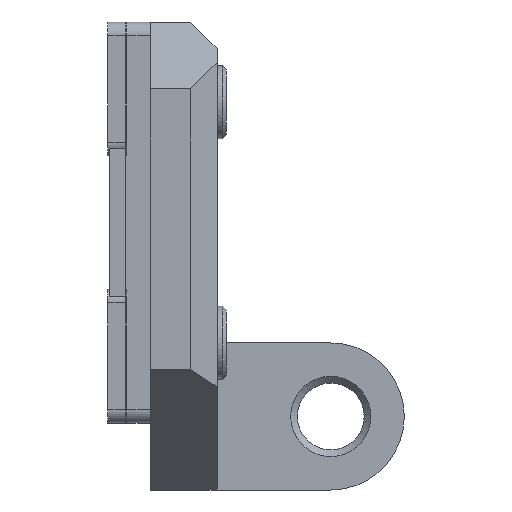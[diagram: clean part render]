
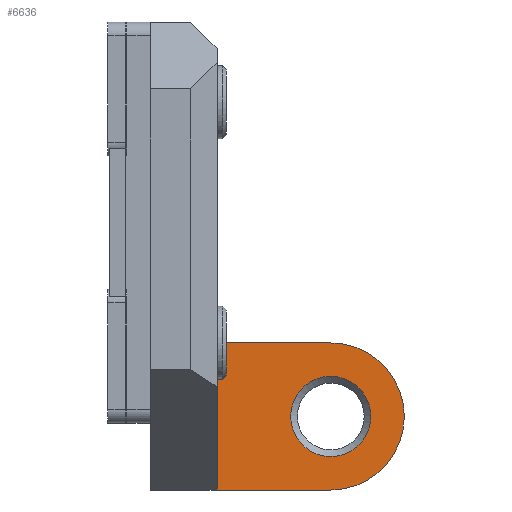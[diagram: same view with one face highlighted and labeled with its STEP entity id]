
A CAD part, front view. The second image highlights one B-rep face of the part: STEP entity #6636.
In plain terms, the highlighted planar face has unit normal (0, -1, 0).
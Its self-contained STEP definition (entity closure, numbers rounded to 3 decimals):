
#420=FACE_BOUND('',#1191,.T.);
#513=CIRCLE('',#7083,5.5);
#514=CIRCLE('',#7084,3.);
#794=FACE_OUTER_BOUND('',#1190,.T.);
#1190=EDGE_LOOP('',(#4636,#4637,#4638,#4639));
#1191=EDGE_LOOP('',(#4640));
#1619=LINE('',#9760,#2267);
#1671=LINE('',#9944,#2319);
#1680=LINE('',#9966,#2328);
#2267=VECTOR('',#7728,11.);
#2319=VECTOR('',#7882,8.5);
#2328=VECTOR('',#7907,8.5);
#2913=VERTEX_POINT('',#9757);
#2914=VERTEX_POINT('',#9759);
#2995=VERTEX_POINT('',#9942);
#3000=VERTEX_POINT('',#9965);
#3001=VERTEX_POINT('',#9968);
#3541=EDGE_CURVE('',#2913,#2914,#1619,.T.);
#3633=EDGE_CURVE('',#2913,#2995,#1671,.T.);
#3643=EDGE_CURVE('',#2914,#3000,#1680,.T.);
#3644=EDGE_CURVE('',#2995,#3000,#513,.T.);
#3645=EDGE_CURVE('',#3001,#3001,#514,.T.);
#4636=ORIENTED_EDGE('',*,*,#3643,.F.);
#4637=ORIENTED_EDGE('',*,*,#3541,.F.);
#4638=ORIENTED_EDGE('',*,*,#3633,.T.);
#4639=ORIENTED_EDGE('',*,*,#3644,.T.);
#4640=ORIENTED_EDGE('',*,*,#3645,.F.);
#6400=PLANE('',#7082);
#6636=ADVANCED_FACE('',(#794,#420),#6400,.F.);
#7082=AXIS2_PLACEMENT_3D('',#9964,#7905,#7906);
#7083=AXIS2_PLACEMENT_3D('',#9967,#7908,#7909);
#7084=AXIS2_PLACEMENT_3D('',#9969,#7910,#7911);
#7728=DIRECTION('',(0.,0.,1.));
#7882=DIRECTION('',(1.,0.,0.));
#7905=DIRECTION('center_axis',(0.,1.,0.));
#7906=DIRECTION('ref_axis',(-1.,0.,0.));
#7907=DIRECTION('',(1.,0.,0.));
#7908=DIRECTION('center_axis',(0.,-1.,0.));
#7909=DIRECTION('ref_axis',(0.,0.,-1.));
#7910=DIRECTION('center_axis',(0.,-1.,0.));
#7911=DIRECTION('ref_axis',(-1.,0.,0.));
#9757=CARTESIAN_POINT('',(5.,-11.,-5.5));
#9759=CARTESIAN_POINT('',(5.,-11.,5.5));
#9760=CARTESIAN_POINT('',(5.,-11.,-5.5));
#9942=CARTESIAN_POINT('',(13.5,-11.,-5.5));
#9944=CARTESIAN_POINT('',(5.,-11.,-5.5));
#9964=CARTESIAN_POINT('Origin',(19.,-11.,-6.6));
#9965=CARTESIAN_POINT('',(13.5,-11.,5.5));
#9966=CARTESIAN_POINT('',(5.,-11.,5.5));
#9967=CARTESIAN_POINT('Origin',(13.5,-11.,0.));
#9968=CARTESIAN_POINT('',(13.5,-11.,3.));
#9969=CARTESIAN_POINT('Origin',(13.5,-11.,0.));
